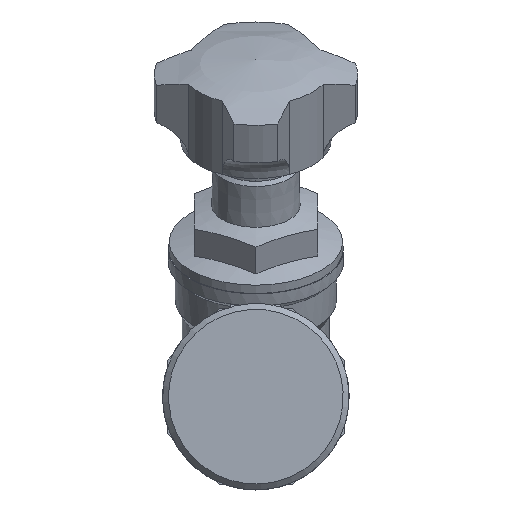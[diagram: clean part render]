
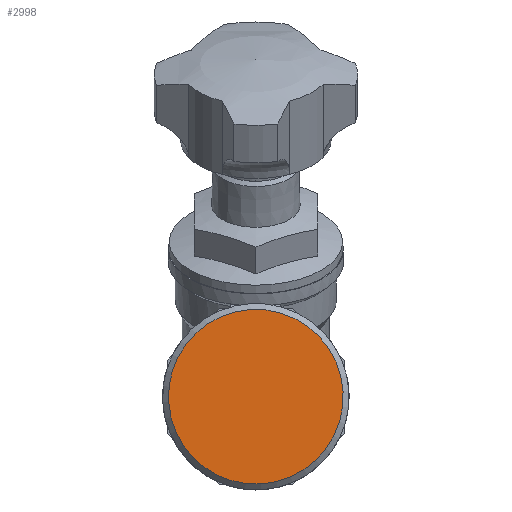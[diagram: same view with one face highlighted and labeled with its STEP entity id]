
A CAD part, left-side view. The second image highlights one B-rep face of the part: STEP entity #2998.
In plain terms, the highlighted planar face has unit normal (-1, 0, 0).
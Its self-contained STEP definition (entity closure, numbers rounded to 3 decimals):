
#284=PLANE('',#3354);
#1426=ORIENTED_EDGE('',*,*,#1864,.T.);
#1864=EDGE_CURVE('',#2154,#2154,#2306,.F.);
#2154=VERTEX_POINT('',#9668);
#2306=CIRCLE('',#3355,27.9);
#2528=EDGE_LOOP('',(#1426));
#2758=FACE_BOUND('',#2528,.T.);
#2998=ADVANCED_FACE('',(#2758),#284,.F.);
#3354=AXIS2_PLACEMENT_3D('',#9666,#4183,#4184);
#3355=AXIS2_PLACEMENT_3D('',#9667,#4185,#4186);
#4183=DIRECTION('',(1.,0.,0.));
#4184=DIRECTION('',(0.,-0.958,-0.285));
#4185=DIRECTION('',(1.,0.,0.));
#4186=DIRECTION('',(0.,-0.958,-0.285));
#9666=CARTESIAN_POINT('',(-89.,0.,0.));
#9667=CARTESIAN_POINT('',(-89.,0.,0.));
#9668=CARTESIAN_POINT('',(-89.,-26.739,-7.965));
